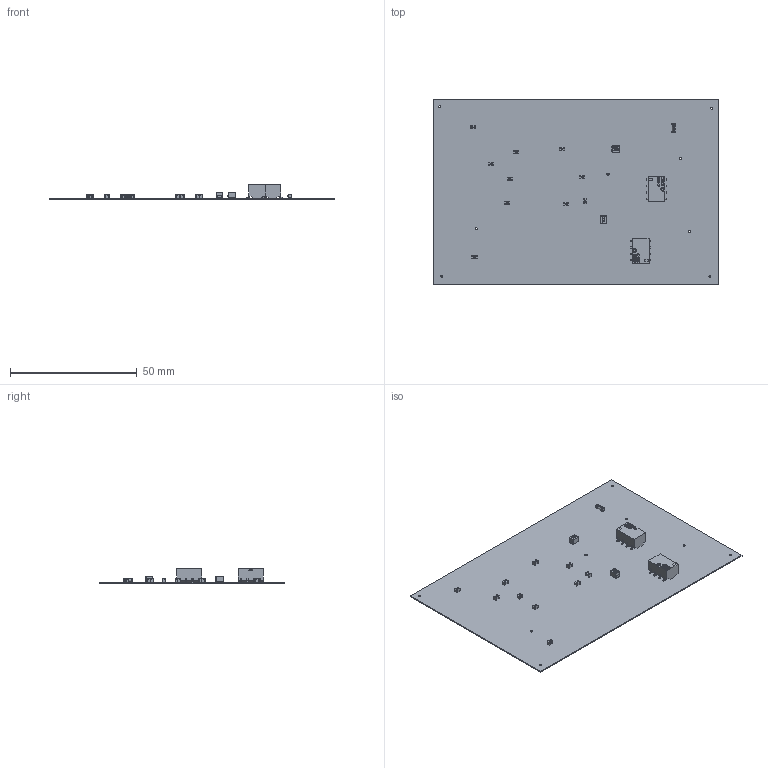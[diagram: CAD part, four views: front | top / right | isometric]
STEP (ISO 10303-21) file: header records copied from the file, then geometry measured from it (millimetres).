
FILE_DESCRIPTION(('Open CASCADE Model'),'2;1');
FILE_NAME('Open CASCADE Shape Model','2025-05-26T19:31:38',('Author'),( 'Open CASCADE'),'Open CASCADE STEP processor 6.8','Open CASCADE 6.8' ,'Unknown');
FILE_SCHEMA(('AUTOMOTIVE_DESIGN { 1 0 10303 214 1 1 1 1 }'));
Length unit declared in the file: millimetre
Products named in the file (21): PCB; Board; L2; 1210_ind; L1; K2; relay_G6K-2F; K1; D1; MiniMelf; C10; 0805_cap; C9; C8; C7; C6; C5; C4; C3; C2; C1
Assembly tree (31 placements, depth 3):
  PCB
    Board
    L2
      1210_ind
    L1
      1210_ind
    K2
      relay_G6K-2F
    K1
      relay_G6K-2F
    D1
      MiniMelf
    C10
      0805_cap
    C9
      0805_cap
    C8
      0805_cap
    C7
      0805_cap
    C6
      0805_cap
    C5
      0805_cap
    C4
      0805_cap
    C3
      0805_cap
    C2
      0805_cap
    C1
      0805_cap
Bounding box: 112.39 x 73.03 x 5.62 mm (x, y, z)
Volume: 4076.3 mm3; surface area: 17518.5 mm2
Topology: 104 solids, 104 shells, 3185 faces, 8657 edges, 5595 vertices
Faces by surface type: extrusion 1302, plane 1181, cylinder 503, sphere 160, torus 39
Full cylindrical faces by diameter (mm): 0.762 x4, 0.9 x4, 1 x3, 1.45 x2, 1.452 x1, 1.6 x2
Entity records: 37247 total; most frequent: CARTESIAN_POINT 9120, ORIENTED_EDGE 5158, DIRECTION 3630, EDGE_CURVE 2579, VERTEX_POINT 1791, VECTOR 1636, LINE 1313, B_SPLINE_CURVE_WITH_KNOTS 1189
